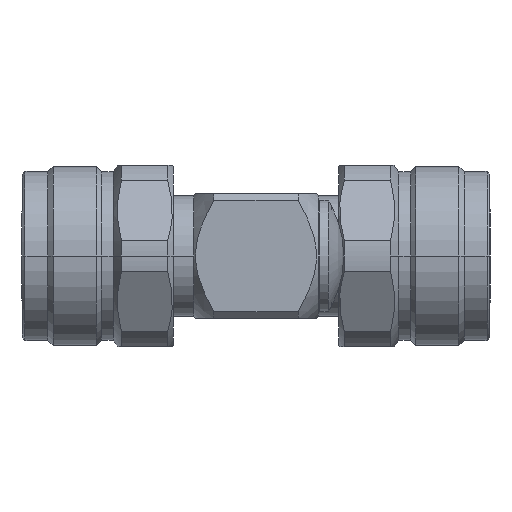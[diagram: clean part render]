
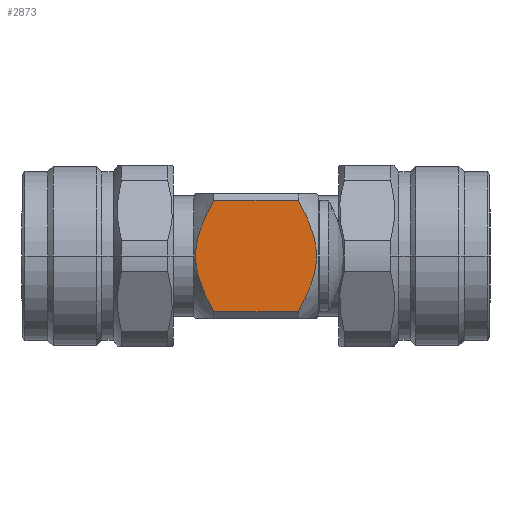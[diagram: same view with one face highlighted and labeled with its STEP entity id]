
A CAD part, left-side view. The second image highlights one B-rep face of the part: STEP entity #2873.
In plain terms, the highlighted planar face has unit normal (-1, 0, 0).
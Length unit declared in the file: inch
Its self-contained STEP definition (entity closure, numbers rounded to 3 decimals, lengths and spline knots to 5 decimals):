
#251 = ORIENTED_EDGE ( 'NONE', *, *, #3924, .F. ) ;
#320 = CARTESIAN_POINT ( 'NONE',  ( -0.27503, -0.76843, -0.04329 ) ) ;
#403 = CARTESIAN_POINT ( 'NONE',  ( -0.27503, -1.28232, 0.10733 ) ) ;
#431 = CARTESIAN_POINT ( 'NONE',  ( -0.27503, -1.29497, 0.05426 ) ) ;
#466 = CARTESIAN_POINT ( 'NONE',  ( -0.27503, -1.21808, -0.24505 ) ) ;
#495 = CARTESIAN_POINT ( 'NONE',  ( -0.27503, -1.25864, 0.16791 ) ) ;
#635 = EDGE_CURVE ( 'NONE', #3234, #1017, #3388, .T. ) ;
#702 = CARTESIAN_POINT ( 'NONE',  ( -0.27503, -0.7651, 0.00005 ) ) ;
#725 = CARTESIAN_POINT ( 'NONE',  ( -0.27503, -0.76844, 0.04337 ) ) ;
#895 = CARTESIAN_POINT ( 'NONE',  ( -0.27503, -1.26741, -0.14796 ) ) ;
#904 = DIRECTION ( 'NONE',  ( 0., 1., 0. ) ) ;
#1017 = VERTEX_POINT ( 'NONE', #4734 ) ;
#1071 = CARTESIAN_POINT ( 'NONE',  ( -0.27503, -0.84699, 0.24505 ) ) ;
#1103 = CARTESIAN_POINT ( 'NONE',  ( -0.27503, -0.79769, 0.14803 ) ) ;
#1157 = CARTESIAN_POINT ( 'NONE',  ( -0.27503, -0.78273, -0.10725 ) ) ;
#1375 = CARTESIAN_POINT ( 'NONE',  ( -0.27503, -1.21808, 0.24505 ) ) ;
#1496 = CARTESIAN_POINT ( 'NONE',  ( -0.27503, -0.84699, 0.24505 ) ) ;
#1531 = CARTESIAN_POINT ( 'NONE',  ( -0.27503, -0.82563, -0.20702 ) ) ;
#1583 = CARTESIAN_POINT ( 'NONE',  ( -0.27503, -0.79766, -0.14796 ) ) ;
#1724 = CARTESIAN_POINT ( 'NONE',  ( -0.27503, -1.29998, 0.00005 ) ) ;
#1941 = EDGE_CURVE ( 'NONE', #3234, #5496, #2663, .T. ) ;
#1994 = CARTESIAN_POINT ( 'NONE',  ( -0.27503, -0.76621, -0.02162 ) ) ;
#2013 = CARTESIAN_POINT ( 'NONE',  ( -0.27503, -0.75719, 0.27505 ) ) ;
#2038 = CARTESIAN_POINT ( 'NONE',  ( -0.27503, -1.21808, 0.24505 ) ) ;
#2141 = ORIENTED_EDGE ( 'NONE', *, *, #1941, .F. ) ;
#2171 = CARTESIAN_POINT ( 'NONE',  ( -0.27503, -1.22898, 0.22626 ) ) ;
#2228 = CARTESIAN_POINT ( 'NONE',  ( -0.27503, -1.29664, 0.04337 ) ) ;
#2634 = CARTESIAN_POINT ( 'NONE',  ( -0.27503, -1.28852, -0.08643 ) ) ;
#2650 = VECTOR ( 'NONE', #904, 39.37008 ) ;
#2663 = B_SPLINE_CURVE_WITH_KNOTS ( 'NONE', 3,
 ( #2934, #5632, #1531, #5131, #1583, #1157, #3326, #4736, #320, #1994, #702, #2884, #725, #3806, #4302, #5552, #1103, #3297, #5659, #5103, #1071 ),
 .UNSPECIFIED., .F., .F.,
 ( 4, 2, 2, 2, 2, 1, 2, 2, 2, 2, 4 ),
 ( 0.00864, 0.01029, 0.01195, 0.0136, 0.01443, 0.01525, 0.01608, 0.01691, 0.01856, 0.02021, 0.02187 ),
 .UNSPECIFIED. ) ;
#2825 = ORIENTED_EDGE ( 'NONE', *, *, #3546, .T. ) ;
#2873 = ADVANCED_FACE ( 'NONE', ( #4270 ), #3831, .F. ) ;
#2884 = CARTESIAN_POINT ( 'NONE',  ( -0.27503, -0.76622, 0.02171 ) ) ;
#2934 = CARTESIAN_POINT ( 'NONE',  ( -0.27503, -0.84699, -0.24505 ) ) ;
#3133 = CARTESIAN_POINT ( 'NONE',  ( -0.27503, -1.29886, -0.02162 ) ) ;
#3164 = CARTESIAN_POINT ( 'NONE',  ( -0.27503, -1.26738, 0.14803 ) ) ;
#3234 = VERTEX_POINT ( 'NONE', #4992 ) ;
#3297 = CARTESIAN_POINT ( 'NONE',  ( -0.27503, -0.80644, 0.16791 ) ) ;
#3326 = CARTESIAN_POINT ( 'NONE',  ( -0.27503, -0.77655, -0.08643 ) ) ;
#3330 = DIRECTION ( 'NONE',  ( 0., -1., 0. ) ) ;
#3388 = LINE ( 'NONE', #4254, #3615 ) ;
#3407 = VERTEX_POINT ( 'NONE', #2038 ) ;
#3507 = CARTESIAN_POINT ( 'NONE',  ( -0.27503, -0.86495, 0.24505 ) ) ;
#3526 = CARTESIAN_POINT ( 'NONE',  ( -0.27503, -1.28234, -0.10725 ) ) ;
#3546 = EDGE_CURVE ( 'NONE', #3407, #5496, #4368, .T. ) ;
#3615 = VECTOR ( 'NONE', #3330, 39.37008 ) ;
#3641 = CARTESIAN_POINT ( 'NONE',  ( -0.27503, -1.25866, -0.16785 ) ) ;
#3806 = CARTESIAN_POINT ( 'NONE',  ( -0.27503, -0.77011, 0.05426 ) ) ;
#3828 = B_SPLINE_CURVE_WITH_KNOTS ( 'NONE', 3,
 ( #1375, #2171, #4471, #495, #3164, #403, #5771, #431, #2228, #4058, #1724, #3133, #5452, #4444, #2634, #3526, #895, #3641, #5333, #4885, #466 ),
 .UNSPECIFIED., .F., .F.,
 ( 4, 2, 2, 2, 2, 1, 2, 2, 2, 2, 4 ),
 ( 0.01588, 0.01752, 0.01917, 0.02082, 0.02164, 0.02246, 0.02329, 0.02411, 0.02576, 0.0274, 0.02905 ),
 .UNSPECIFIED. ) ;
#3831 = PLANE ( 'NONE',  #4984 ) ;
#3924 = EDGE_CURVE ( 'NONE', #3407, #1017, #3828, .T. ) ;
#4058 = CARTESIAN_POINT ( 'NONE',  ( -0.27503, -1.29885, 0.02171 ) ) ;
#4205 = ORIENTED_EDGE ( 'NONE', *, *, #635, .T. ) ;
#4254 = CARTESIAN_POINT ( 'NONE',  ( -0.27503, -0.75719, -0.24505 ) ) ;
#4270 = FACE_OUTER_BOUND ( 'NONE', #4922, .T. ) ;
#4302 = CARTESIAN_POINT ( 'NONE',  ( -0.27503, -0.77657, 0.08651 ) ) ;
#4368 = LINE ( 'NONE', #3507, #2650 ) ;
#4444 = CARTESIAN_POINT ( 'NONE',  ( -0.27503, -1.29498, -0.05418 ) ) ;
#4471 = CARTESIAN_POINT ( 'NONE',  ( -0.27503, -1.23943, 0.20704 ) ) ;
#4734 = CARTESIAN_POINT ( 'NONE',  ( -0.27503, -1.21808, -0.24505 ) ) ;
#4736 = CARTESIAN_POINT ( 'NONE',  ( -0.27503, -0.77009, -0.05418 ) ) ;
#4885 = CARTESIAN_POINT ( 'NONE',  ( -0.27503, -1.22899, -0.22623 ) ) ;
#4922 = EDGE_LOOP ( 'NONE', ( #2141, #4205, #251, #2825 ) ) ;
#4984 = AXIS2_PLACEMENT_3D ( 'NONE', #2013, #5626, #5176 ) ;
#4992 = CARTESIAN_POINT ( 'NONE',  ( -0.27503, -0.84699, -0.24505 ) ) ;
#5103 = CARTESIAN_POINT ( 'NONE',  ( -0.27503, -0.8361, 0.22626 ) ) ;
#5131 = CARTESIAN_POINT ( 'NONE',  ( -0.27503, -0.80641, -0.16785 ) ) ;
#5176 = DIRECTION ( 'NONE',  ( 0., 0., -1. ) ) ;
#5333 = CARTESIAN_POINT ( 'NONE',  ( -0.27503, -1.23944, -0.20702 ) ) ;
#5452 = CARTESIAN_POINT ( 'NONE',  ( -0.27503, -1.29665, -0.04329 ) ) ;
#5496 = VERTEX_POINT ( 'NONE', #1496 ) ;
#5552 = CARTESIAN_POINT ( 'NONE',  ( -0.27503, -0.78276, 0.10733 ) ) ;
#5626 = DIRECTION ( 'NONE',  ( 1., 0., 0. ) ) ;
#5632 = CARTESIAN_POINT ( 'NONE',  ( -0.27503, -0.83608, -0.22623 ) ) ;
#5659 = CARTESIAN_POINT ( 'NONE',  ( -0.27503, -0.82565, 0.20704 ) ) ;
#5771 = CARTESIAN_POINT ( 'NONE',  ( -0.27503, -1.2885, 0.08651 ) ) ;
